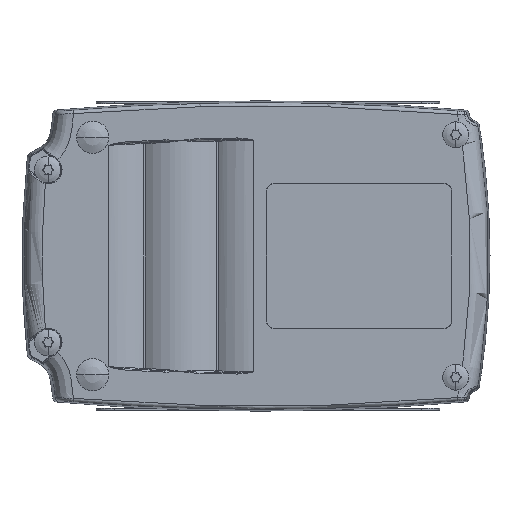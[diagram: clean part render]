
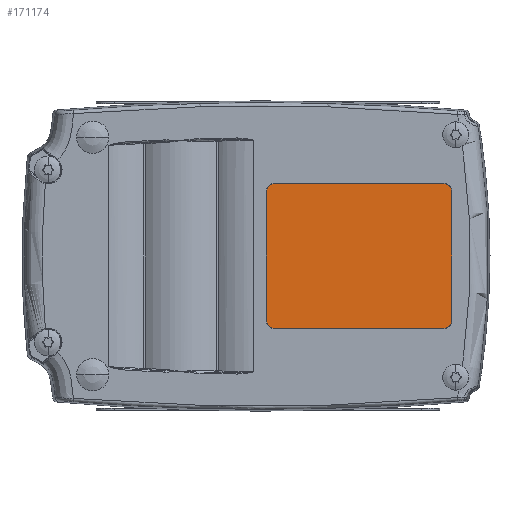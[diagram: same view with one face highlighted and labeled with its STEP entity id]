
A CAD part, front view. The second image highlights one B-rep face of the part: STEP entity #171174.
In plain terms, the highlighted planar face has unit normal (0, -1, 0).
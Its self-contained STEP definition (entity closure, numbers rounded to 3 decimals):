
#146723=DIRECTION('',(0.,0.,1.));
#146724=VECTOR('',#146723,32.);
#146725=CARTESIAN_POINT('',(-9.,-26.1,-16.));
#146726=LINE('',#146725,#146724);
#146727=CARTESIAN_POINT('',(-11.,-26.1,-16.));
#146728=DIRECTION('',(0.,-1.,0.));
#146729=DIRECTION('',(0.,0.,-1.));
#146730=AXIS2_PLACEMENT_3D('',#146727,#146728,#146729);
#146732=DIRECTION('',(1.,0.,0.));
#146733=VECTOR('',#146732,42.);
#146734=CARTESIAN_POINT('',(-53.,-26.1,-18.));
#146735=LINE('',#146734,#146733);
#146736=CARTESIAN_POINT('',(-53.,-26.1,-16.));
#146737=DIRECTION('',(0.,-1.,0.));
#146738=DIRECTION('',(-1.,0.,0.));
#146739=AXIS2_PLACEMENT_3D('',#146736,#146737,#146738);
#146741=DIRECTION('',(0.,0.,-1.));
#146742=VECTOR('',#146741,32.);
#146743=CARTESIAN_POINT('',(-55.,-26.1,16.));
#146744=LINE('',#146743,#146742);
#146745=CARTESIAN_POINT('',(-53.,-26.1,16.));
#146746=DIRECTION('',(0.,-1.,0.));
#146747=DIRECTION('',(0.,0.,1.));
#146748=AXIS2_PLACEMENT_3D('',#146745,#146746,#146747);
#146750=DIRECTION('',(-1.,0.,0.));
#146751=VECTOR('',#146750,42.);
#146752=CARTESIAN_POINT('',(-11.,-26.1,18.));
#146753=LINE('',#146752,#146751);
#146754=CARTESIAN_POINT('',(-11.,-26.1,16.));
#146755=DIRECTION('',(0.,-1.,0.));
#146756=DIRECTION('',(1.,0.,0.));
#146757=AXIS2_PLACEMENT_3D('',#146754,#146755,#146756);
#149149=CARTESIAN_POINT('',(-11.,-26.1,18.));
#149150=CARTESIAN_POINT('',(-53.,-26.1,18.));
#149151=VERTEX_POINT('',#149149);
#149152=VERTEX_POINT('',#149150);
#149153=CARTESIAN_POINT('',(-55.,-26.1,16.));
#149154=CARTESIAN_POINT('',(-55.,-26.1,-16.));
#149155=VERTEX_POINT('',#149153);
#149156=VERTEX_POINT('',#149154);
#149157=CARTESIAN_POINT('',(-53.,-26.1,-18.));
#149158=CARTESIAN_POINT('',(-11.,-26.1,-18.));
#149159=VERTEX_POINT('',#149157);
#149160=VERTEX_POINT('',#149158);
#149161=CARTESIAN_POINT('',(-9.,-26.1,16.));
#149162=VERTEX_POINT('',#149161);
#149163=CARTESIAN_POINT('',(-9.,-26.1,-16.));
#149164=VERTEX_POINT('',#149163);
#171152=CARTESIAN_POINT('',(0.,-26.1,0.));
#171153=DIRECTION('',(0.,1.,0.));
#171154=DIRECTION('',(0.,0.,1.));
#171155=AXIS2_PLACEMENT_3D('',#171152,#171153,#171154);
#171156=PLANE('',#171155);
#171158=ORIENTED_EDGE('',*,*,#171157,.F.);
#171160=ORIENTED_EDGE('',*,*,#171159,.F.);
#171161=ORIENTED_EDGE('',*,*,#171142,.F.);
#171163=ORIENTED_EDGE('',*,*,#171162,.F.);
#171165=ORIENTED_EDGE('',*,*,#171164,.F.);
#171167=ORIENTED_EDGE('',*,*,#171166,.F.);
#171169=ORIENTED_EDGE('',*,*,#171168,.F.);
#171171=ORIENTED_EDGE('',*,*,#171170,.F.);
#171172=EDGE_LOOP('',(#171158,#171160,#171161,#171163,#171165,#171167,#171169,
#171171));
#171173=FACE_OUTER_BOUND('',#171172,.F.);
#171174=ADVANCED_FACE('',(#171173),#171156,.F.);
#146731=CIRCLE('',#146730,2.);
#146740=CIRCLE('',#146739,2.);
#146749=CIRCLE('',#146748,2.);
#146758=CIRCLE('',#146757,2.);
#171142=EDGE_CURVE('',#149159,#149160,#146735,.T.);
#171157=EDGE_CURVE('',#149164,#149162,#146726,.T.);
#171159=EDGE_CURVE('',#149160,#149164,#146731,.T.);
#171162=EDGE_CURVE('',#149156,#149159,#146740,.T.);
#171164=EDGE_CURVE('',#149155,#149156,#146744,.T.);
#171166=EDGE_CURVE('',#149152,#149155,#146749,.T.);
#171168=EDGE_CURVE('',#149151,#149152,#146753,.T.);
#171170=EDGE_CURVE('',#149162,#149151,#146758,.T.);
